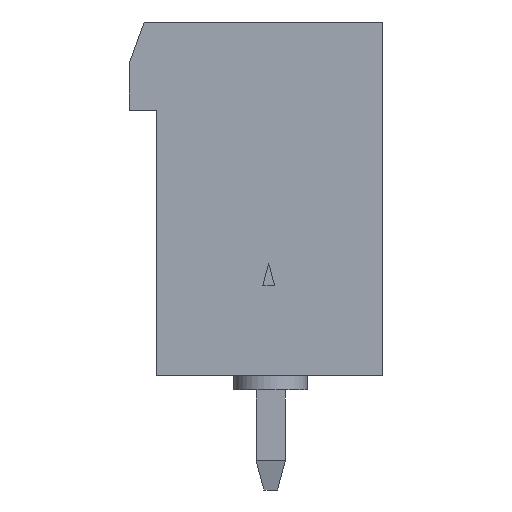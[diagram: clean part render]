
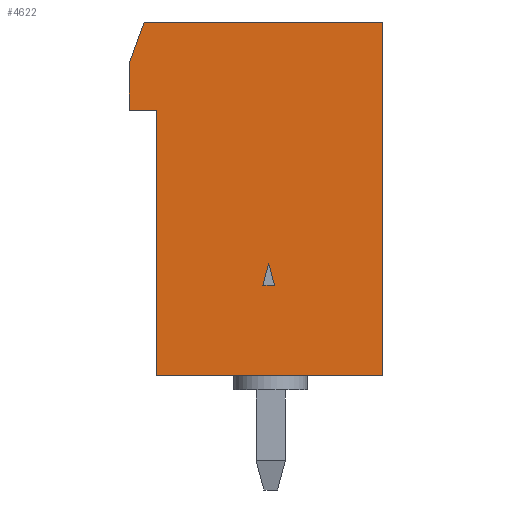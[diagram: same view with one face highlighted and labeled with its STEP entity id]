
A CAD part, left-side view. The second image highlights one B-rep face of the part: STEP entity #4622.
In plain terms, the highlighted planar face has unit normal (-1, 0, 0).
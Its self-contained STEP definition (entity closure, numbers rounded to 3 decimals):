
#40=FACE_BOUND('',#624,.T.);
#319=FACE_OUTER_BOUND('',#623,.T.);
#623=EDGE_LOOP('',(#3273,#3274,#3275,#3276,#3277,#3278,#3279));
#624=EDGE_LOOP('',(#3280,#3281,#3282));
#995=LINE('',#6849,#1535);
#998=LINE('',#6855,#1538);
#1000=LINE('',#6858,#1540);
#1001=LINE('',#6863,#1541);
#1002=LINE('',#6865,#1542);
#1003=LINE('',#6867,#1543);
#1004=LINE('',#6869,#1544);
#1005=LINE('',#6871,#1545);
#1006=LINE('',#6873,#1546);
#1007=LINE('',#6874,#1547);
#1535=VECTOR('',#5534,0.776);
#1538=VECTOR('',#5539,0.402);
#1540=VECTOR('',#5543,0.776);
#1541=VECTOR('',#5548,8.1);
#1542=VECTOR('',#5549,1.462);
#1543=VECTOR('',#5550,1.626);
#1544=VECTOR('',#5551,0.93);
#1545=VECTOR('',#5552,9.);
#1546=VECTOR('',#5553,7.67);
#1547=VECTOR('',#5554,12.);
#2042=VERTEX_POINT('',#6842);
#2045=VERTEX_POINT('',#6847);
#2047=VERTEX_POINT('',#6852);
#2048=VERTEX_POINT('',#6861);
#2049=VERTEX_POINT('',#6862);
#2050=VERTEX_POINT('',#6864);
#2051=VERTEX_POINT('',#6866);
#2052=VERTEX_POINT('',#6868);
#2053=VERTEX_POINT('',#6870);
#2054=VERTEX_POINT('',#6872);
#2508=EDGE_CURVE('',#2045,#2042,#995,.T.);
#2511=EDGE_CURVE('',#2042,#2047,#998,.T.);
#2513=EDGE_CURVE('',#2047,#2045,#1000,.T.);
#2514=EDGE_CURVE('',#2048,#2049,#1001,.T.);
#2515=EDGE_CURVE('',#2050,#2049,#1002,.T.);
#2516=EDGE_CURVE('',#2051,#2050,#1003,.T.);
#2517=EDGE_CURVE('',#2052,#2051,#1004,.T.);
#2518=EDGE_CURVE('',#2052,#2053,#1005,.T.);
#2519=EDGE_CURVE('',#2053,#2054,#1006,.T.);
#2520=EDGE_CURVE('',#2048,#2054,#1007,.T.);
#3273=ORIENTED_EDGE('',*,*,#2514,.T.);
#3274=ORIENTED_EDGE('',*,*,#2515,.F.);
#3275=ORIENTED_EDGE('',*,*,#2516,.F.);
#3276=ORIENTED_EDGE('',*,*,#2517,.F.);
#3277=ORIENTED_EDGE('',*,*,#2518,.T.);
#3278=ORIENTED_EDGE('',*,*,#2519,.T.);
#3279=ORIENTED_EDGE('',*,*,#2520,.F.);
#3280=ORIENTED_EDGE('',*,*,#2508,.F.);
#3281=ORIENTED_EDGE('',*,*,#2513,.F.);
#3282=ORIENTED_EDGE('',*,*,#2511,.F.);
#4366=PLANE('',#4955);
#4622=ADVANCED_FACE('',(#319,#40),#4366,.T.);
#4955=AXIS2_PLACEMENT_3D('',#6860,#5546,#5547);
#5534=DIRECTION('',(0.,0.259,-0.966));
#5539=DIRECTION('',(0.,-1.,0.));
#5543=DIRECTION('',(0.,0.259,0.966));
#5546=DIRECTION('center_axis',(-1.,0.,0.));
#5547=DIRECTION('ref_axis',(0.,0.,1.));
#5548=DIRECTION('',(0.,1.,0.));
#5549=DIRECTION('',(0.,-0.342,0.94));
#5550=DIRECTION('',(0.,0.,1.));
#5551=DIRECTION('',(0.,1.,0.));
#5552=DIRECTION('',(0.,0.,-1.));
#5553=DIRECTION('',(0.,-1.,0.));
#5554=DIRECTION('',(0.,0.,-1.));
#6842=CARTESIAN_POINT('',(-17.78,0.201,3.05));
#6847=CARTESIAN_POINT('',(-17.78,0.,3.8));
#6849=CARTESIAN_POINT('',(-17.78,10.832,-36.627));
#6852=CARTESIAN_POINT('',(-17.78,-0.201,3.05));
#6855=CARTESIAN_POINT('',(-17.78,-41.643,3.05));
#6858=CARTESIAN_POINT('',(-17.78,-10.832,-36.627));
#6860=CARTESIAN_POINT('Origin',(-17.78,-3.305,10.296));
#6861=CARTESIAN_POINT('',(-17.78,-3.87,12.));
#6862=CARTESIAN_POINT('',(-17.78,4.23,12.));
#6863=CARTESIAN_POINT('',(-17.78,-41.643,12.));
#6864=CARTESIAN_POINT('',(-17.78,4.73,10.626));
#6865=CARTESIAN_POINT('',(-17.78,21.929,-36.627));
#6866=CARTESIAN_POINT('',(-17.78,4.73,9.));
#6867=CARTESIAN_POINT('',(-17.78,4.73,-36.627));
#6868=CARTESIAN_POINT('',(-17.78,3.8,9.));
#6869=CARTESIAN_POINT('',(-17.78,-41.643,9.));
#6870=CARTESIAN_POINT('',(-17.78,3.8,0.));
#6871=CARTESIAN_POINT('',(-17.78,3.8,-36.627));
#6872=CARTESIAN_POINT('',(-17.78,-3.87,0.));
#6873=CARTESIAN_POINT('',(-17.78,-41.643,0.));
#6874=CARTESIAN_POINT('',(-17.78,-3.87,-36.627));
